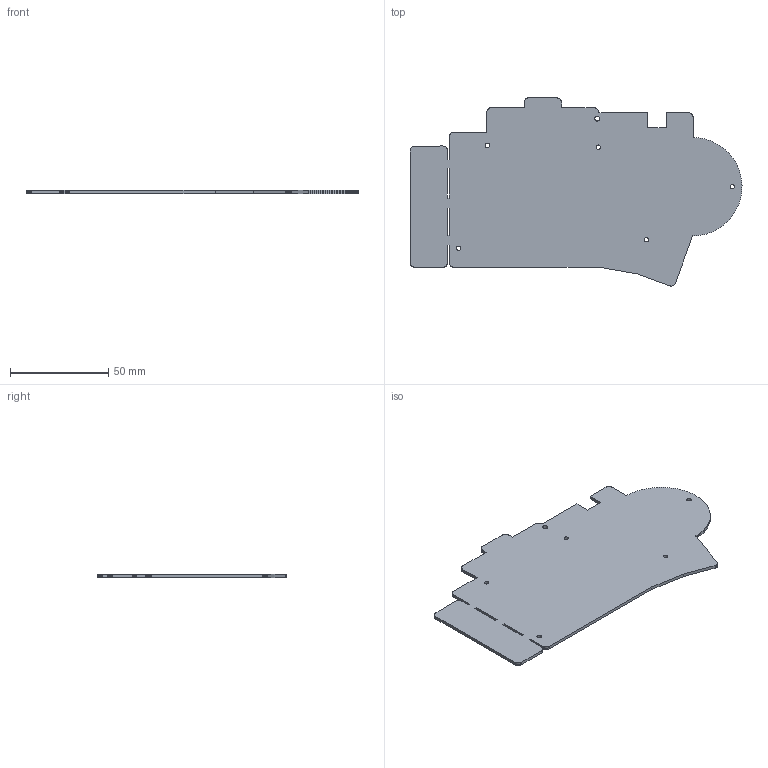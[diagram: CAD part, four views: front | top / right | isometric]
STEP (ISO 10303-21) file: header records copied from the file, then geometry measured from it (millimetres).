
FILE_DESCRIPTION(('KiCad electronic assembly'),'2;1');
FILE_NAME('ximi-plates-pointing-device-bottom.step', '2023-06-12T22:25:30',('Pcbnew'),('Kicad'), 'Open CASCADE STEP processor 7.6','KiCad to STEP converter','Unknown' );
FILE_SCHEMA(('AUTOMOTIVE_DESIGN { 1 0 10303 214 1 1 1 1 }'));
Length unit declared in the file: millimetre
Products named in the file (2): ximi-plates-pointing-device-bottom 1; ximi-plates-pointing-device-bottom PCB
Assembly tree (1 placements, depth 2):
  ximi-plates-pointing-device-bottom 1
    ximi-plates-pointing-device-bottom PCB
Bounding box: 168.74 x 95.62 x 1.58 mm (x, y, z)
Volume: 18888.7 mm3; surface area: 24915 mm2
Topology: 1 solids, 1 shells, 283 faces, 843 edges, 562 vertices
Faces by surface type: plane 277, cylinder 6
Full cylindrical faces by diameter (mm): 2.2 x5, 2.5 x1
Entity records: 20383 total; most frequent: CARTESIAN_POINT 3448, DIRECTION 3099, LINE 2505, VECTOR 2505, ORIENTED_EDGE 1686, PCURVE 1686, DEFINITIONAL_REPRESENTATION 1686, EDGE_CURVE 843
